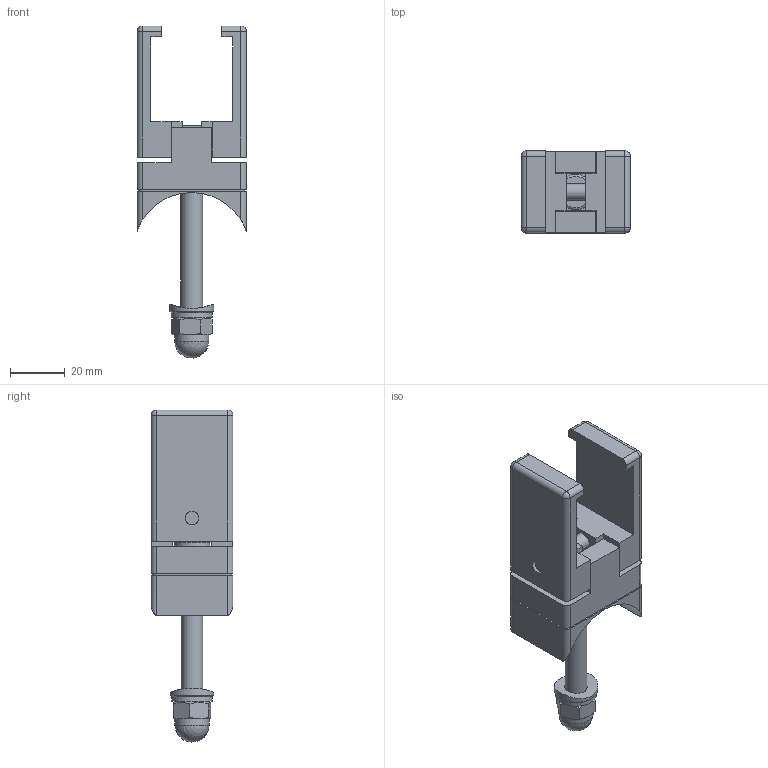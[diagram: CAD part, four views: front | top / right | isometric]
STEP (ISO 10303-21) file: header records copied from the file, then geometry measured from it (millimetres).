
FILE_DESCRIPTION(/* description */ ('-'),/* implementation_level */ '2;1');
FILE_NAME(/* name */ '4decfb14-76e7-40a9-9c8a-33559b8cd6cd.stp',/* time_stamp */ '2021-07-08T11:34:35+02:00',/* author */ ('-'),/* organization */ ('Carl Stahl'),/* preprocessor_version */ 'ST-DEVELOPER v18',/* originating_system */ 'Autodesk Inventor 2020',/* authorisation */ '-');
FILE_SCHEMA (('AUTOMOTIVE_DESIGN { 1 0 10303 214 3 1 1 }'));
Length unit declared in the file: millimetre
Products named in the file (11): CX3-43030-ED424; CX3-43030; CX3-43030-01; CX3-43030-02; CX3-43030-03; DIN 7984 - M6 x 35; CX3-00008-424; CX3-43030-424; DIN 912 - M8 x 60; DIN 1587 - M8; ISO 7092 - ST 8 - 140 HV
Assembly tree (10 placements, depth 3):
  CX3-43030-ED424
    CX3-43030
      CX3-43030-01
      CX3-43030-02
      CX3-43030-03
      DIN 7984 - M6 x 35
    CX3-00008-424
    CX3-43030-424
    DIN 912 - M8 x 60
    DIN 1587 - M8
    ISO 7092 - ST 8 - 140 HV
Bounding box: 40.2 x 30 x 121.55 mm (x, y, z)
Volume: 46597.5 mm3; surface area: 24209.6 mm2
Topology: 9 solids, 9 shells, 181 faces, 460 edges, 307 vertices
Faces by surface type: plane 103, cylinder 55, cone 14, sphere 5, torus 4
Full cylindrical faces by diameter (mm): 3 x2, 4.917 x1, 6 x1, 6.6 x1, 6.647 x1, 8 x1, 8.2 x2, 8.4 x1, 9 x1, 10 x1, 11 x1, 12.5 x1, 13 x1, 15 x1, 16 x1
Entity records: 6014 total; most frequent: CARTESIAN_POINT 1176, DIRECTION 963, ORIENTED_EDGE 910, EDGE_CURVE 455, AXIS2_PLACEMENT_3D 350, VERTEX_POINT 307, LINE 263, VECTOR 263
